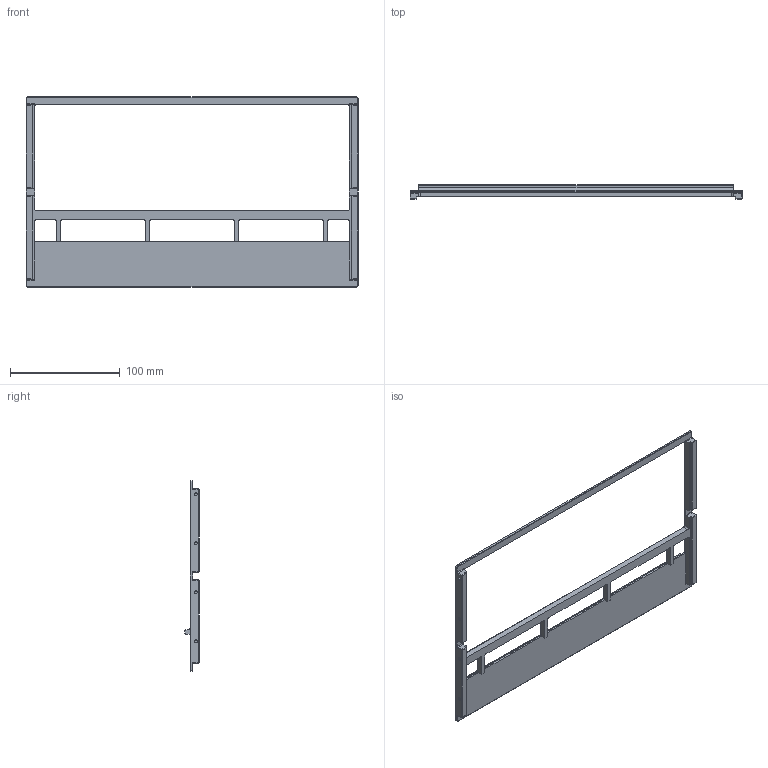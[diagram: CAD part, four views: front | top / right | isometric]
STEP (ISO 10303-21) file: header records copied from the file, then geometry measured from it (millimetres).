
FILE_DESCRIPTION(/* description */ (''),/* implementation_level */ '2;1');
FILE_NAME(/* name */ 'MC-76K-Top.step',/* time_stamp */ '2019-08-01T23:29:44+07:00',/* author */ (''),/* organization */ (''),/* preprocessor_version */ 'ST-DEVELOPER v18',/* originating_system */ 'Autodesk Translation Framework v8.2.0.1029',/* authorisation */ '');
FILE_SCHEMA (('AUTOMOTIVE_DESIGN { 1 0 10303 214 3 1 1 }'));
Length unit declared in the file: millimetre
Products named in the file (2): MC-76K-Top; Top
Assembly tree (1 placements, depth 2):
  MC-76K-Top
    Top
Bounding box: 302.32 x 13 x 173.03 mm (x, y, z)
Volume: 67942.2 mm3; surface area: 52341.7 mm2
Topology: 1 solids, 1 shells, 232 faces, 617 edges, 374 vertices
Faces by surface type: cylinder 111, plane 69, torus 36, bspline 16
Full cylindrical faces by diameter (mm): 2.529 x8
Entity records: 7383 total; most frequent: CARTESIAN_POINT 1354, DIRECTION 1353, ORIENTED_EDGE 1234, EDGE_CURVE 617, AXIS2_PLACEMENT_3D 517, VERTEX_POINT 374, LINE 319, VECTOR 319
